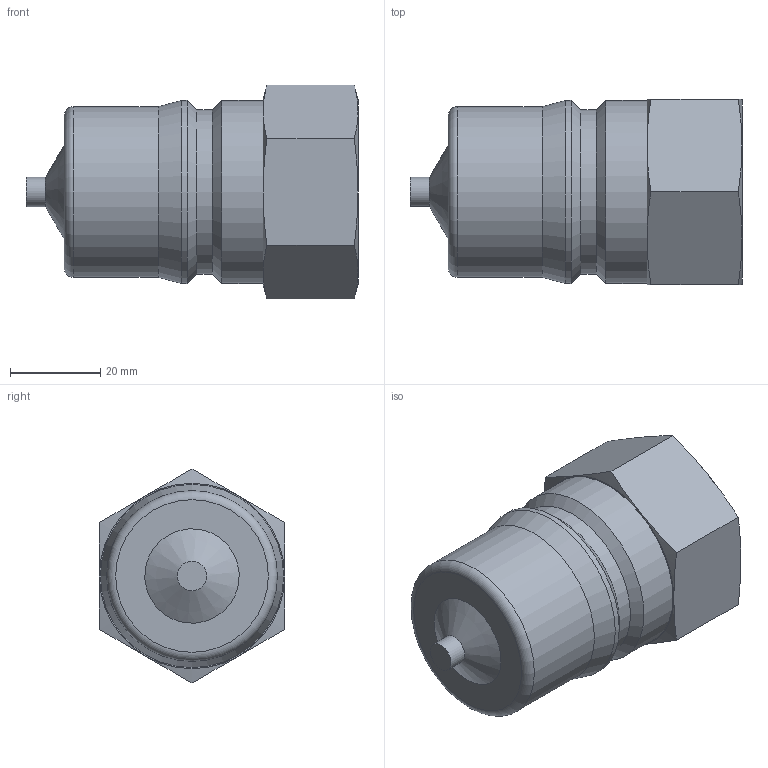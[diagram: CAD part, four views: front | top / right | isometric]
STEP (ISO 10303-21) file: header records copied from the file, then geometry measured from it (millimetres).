
FILE_DESCRIPTION((''),'2;1');
FILE_NAME('76sbiw33dpx.stp','2015-03-17T11:03:51',('IA176480'),(''),'Autodesk Inventor 2013','Autodesk Inventor 2013','');
FILE_SCHEMA(('AUTOMOTIVE_DESIGN { 1 0 10303 214 1 1 1 1 }'));
Length unit declared in the file: millimetre
Products named in the file (1): D113673
Bounding box: 73.45 x 41 x 47.34 mm (x, y, z)
Volume: 65103.6 mm3; surface area: 13442 mm2
Topology: 1 solids, 1 shells, 36 faces, 73 edges, 42 vertices
Faces by surface type: cone 18, plane 11, cylinder 6, torus 1
Full cylindrical faces by diameter (mm): 6.5 x1, 30.291 x1, 36.3 x1, 37.75 x1, 40.5 x2
Entity records: 883 total; most frequent: CARTESIAN_POINT 183, DIRECTION 136, ORIENTED_EDGE 116, AXIS2_PLACEMENT_3D 65, EDGE_CURVE 58, EDGE_LOOP 52, VERTEX_POINT 40, FACE_OUTER_BOUND 36
